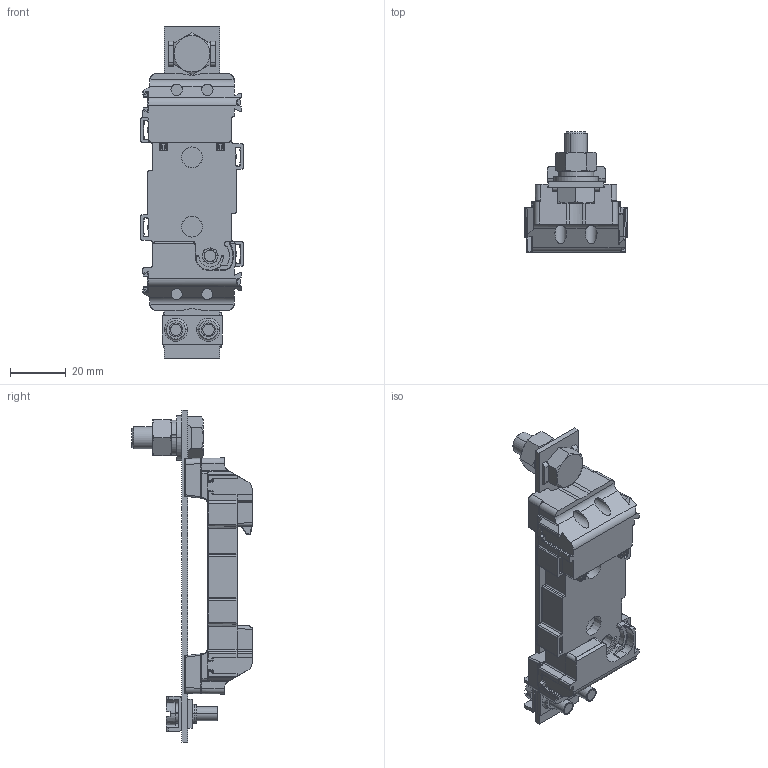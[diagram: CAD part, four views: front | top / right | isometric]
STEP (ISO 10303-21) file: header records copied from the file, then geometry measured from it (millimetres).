
FILE_DESCRIPTION((''),'2;1');
FILE_NAME('004121300_PT00_M8-M8_1P_ASM','2023-10-25T13:43:58',('klemen.sitar'),('Audax d.o.o.'),'CREO PARAMETRIC BY PTC INC, 2021304','CREO PARAMETRIC BY PTC INC, 2021304','');
FILE_SCHEMA(('AP242_MANAGED_MODEL_BASED_3D_ENGINEERING_MIM_LF { 1 0 10303 442 1 1 4 }'));
Products named in the file (17): 0000046520_1_1_1_1_1; 0000031029_1_1_1_1_1; 0000031031_1_1_1_1_1; 0000031032_1_1_1_1_1; 0000031030_1_1_1_1_1; BASE_V2_1_1_2_1_1_1; ETI_LOGO_9_9X5_78MM_1_1; ETI_LOGO_9_9X5_78MM_1_2; ETI_LOGO_9_9X5_78MM_1_3; ETI_LOGO_9_9X5_78MM_1_ASM; 0000031005_1_1_1_1_1_1; 0000032833_1_1_1_1_1_1; 0000046562_1_1_1_1_1_1; 0000031003_1_1_1_1_1_1; 0000046571_ASM_1_ASM_1_1_ASM_1__ASM; 2M6_1_ASM_1_ASM_1_ASM_1_ASM; 004121300_PT00_M8-M8_1P_ASM
Assembly tree (18 placements, depth 4):
  004121300_PT00_M8-M8_1P_ASM
    0000046520_1_1_1_1_1
    0000031029_1_1_1_1_1
    0000031031_1_1_1_1_1
    0000031032_1_1_1_1_1
    0000031030_1_1_1_1_1
    BASE_V2_1_1_2_1_1_1
    ETI_LOGO_9_9X5_78MM_1_ASM
      ETI_LOGO_9_9X5_78MM_1_1
      ETI_LOGO_9_9X5_78MM_1_2
      ETI_LOGO_9_9X5_78MM_1_3
    2M6_1_ASM_1_ASM_1_ASM_1_ASM
      0000046571_ASM_1_ASM_1_1_ASM_1__ASM
        0000031005_1_1_1_1_1_1
        0000032833_1_1_1_1_1_1  x2
        0000046562_1_1_1_1_1_1  x2
        0000031003_1_1_1_1_1_1
Bounding box: 37 x 43.2 x 119.5 mm (x, y, z)
Volume: 42443.5 mm3; surface area: 25256.8 mm2
Topology: 15 solids, 35 shells, 1635 faces, 4102 edges, 2454 vertices
Faces by surface type: cylinder 611, plane 578, bspline 204, torus 113, sphere 68, cone 56, extrusion 4, revolution 1
Entity records: 75441 total; most frequent: CARTESIAN_POINT 25016, ORIENTED_EDGE 7910, DIRECTION 7011, EDGE_CURVE 3963, AXIS2_PLACEMENT_3D 2531, VERTEX_POINT 2418, VECTOR 1948, LINE 1944
